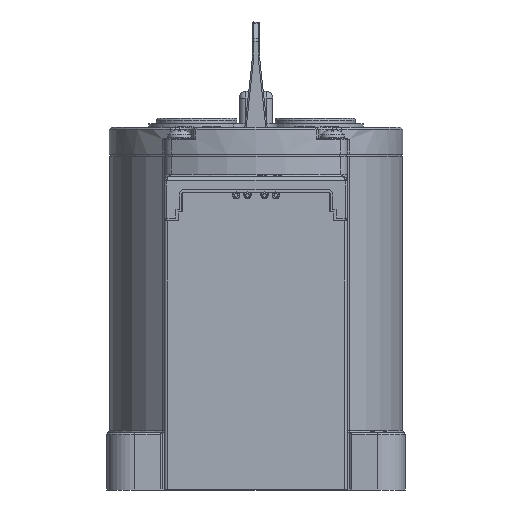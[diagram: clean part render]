
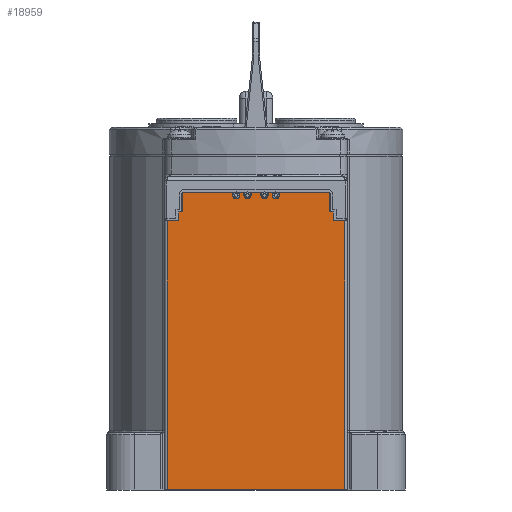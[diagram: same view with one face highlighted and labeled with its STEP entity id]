
A CAD part, front view. The second image highlights one B-rep face of the part: STEP entity #18959.
In plain terms, the highlighted face is planar.
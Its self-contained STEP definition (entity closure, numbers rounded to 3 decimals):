
#15934=DIRECTION('',(1.,0.,0.));
#15935=VECTOR('',#15934,0.8);
#15936=CARTESIAN_POINT('',(16.5,28.,0.));
#15937=LINE('',#15936,#15935);
#16028=DIRECTION('',(0.,-1.,0.));
#16029=VECTOR('',#16028,2.);
#16030=CARTESIAN_POINT('',(17.3,28.,0.));
#16031=LINE('',#16030,#16029);
#16032=CARTESIAN_POINT('',(1.9,31.7,0.));
#16033=DIRECTION('',(0.,0.,-1.));
#16034=DIRECTION('',(1.,0.,0.));
#16035=AXIS2_PLACEMENT_3D('',#16032,#16033,#16034);
#16037=CARTESIAN_POINT('',(-1.9,31.7,0.));
#16038=DIRECTION('',(0.,0.,-1.));
#16039=DIRECTION('',(1.,0.,0.));
#16040=AXIS2_PLACEMENT_3D('',#16037,#16038,#16039);
#16042=DIRECTION('',(0.,1.,0.));
#16043=VECTOR('',#16042,0.7);
#16044=CARTESIAN_POINT('',(-2.7,31.7,0.));
#16045=LINE('',#16044,#16043);
#16046=CARTESIAN_POINT('',(-4.4,31.7,0.));
#16047=DIRECTION('',(0.,0.,-1.));
#16048=DIRECTION('',(1.,0.,0.));
#16049=AXIS2_PLACEMENT_3D('',#16046,#16047,#16048);
#16051=DIRECTION('',(0.,1.,0.));
#16052=VECTOR('',#16051,0.7);
#16053=CARTESIAN_POINT('',(-5.2,31.7,0.));
#16054=LINE('',#16053,#16052);
#16055=CARTESIAN_POINT('',(-16.,31.9,0.));
#16056=DIRECTION('',(0.,0.,1.));
#16057=DIRECTION('',(0.,1.,0.));
#16058=AXIS2_PLACEMENT_3D('',#16055,#16056,#16057);
#16060=DIRECTION('',(-1.,0.,0.));
#16061=VECTOR('',#16060,0.8);
#16062=CARTESIAN_POINT('',(-16.5,28.,0.));
#16063=LINE('',#16062,#16061);
#16064=DIRECTION('',(0.,-1.,0.));
#16065=VECTOR('',#16064,2.);
#16066=CARTESIAN_POINT('',(-17.3,28.,0.));
#16067=LINE('',#16066,#16065);
#16068=DIRECTION('',(-1.,0.,0.));
#16069=VECTOR('',#16068,2.55);
#16070=CARTESIAN_POINT('',(-17.3,26.,0.));
#16071=LINE('',#16070,#16069);
#16072=DIRECTION('',(1.,0.,0.));
#16073=VECTOR('',#16072,39.7);
#16074=CARTESIAN_POINT('',(-19.85,-34.,0.));
#16075=LINE('',#16074,#16073);
#16076=DIRECTION('',(-1.,0.,0.));
#16077=VECTOR('',#16076,2.55);
#16078=CARTESIAN_POINT('',(19.85,26.,0.));
#16079=LINE('',#16078,#16077);
#16080=DIRECTION('',(0.,1.,0.));
#16081=VECTOR('',#16080,3.9);
#16082=CARTESIAN_POINT('',(16.5,28.,0.));
#16083=LINE('',#16082,#16081);
#16084=CARTESIAN_POINT('',(16.,31.9,0.));
#16085=DIRECTION('',(0.,0.,1.));
#16086=DIRECTION('',(1.,0.,0.));
#16087=AXIS2_PLACEMENT_3D('',#16084,#16085,#16086);
#16089=CARTESIAN_POINT('',(4.4,31.7,0.));
#16090=DIRECTION('',(0.,0.,-1.));
#16091=DIRECTION('',(1.,0.,0.));
#16092=AXIS2_PLACEMENT_3D('',#16089,#16090,#16091);
#16110=DIRECTION('',(0.,1.,0.));
#16111=VECTOR('',#16110,0.7);
#16112=CARTESIAN_POINT('',(2.7,31.7,0.));
#16113=LINE('',#16112,#16111);
#16122=DIRECTION('',(1.,0.,0.));
#16123=VECTOR('',#16122,0.9);
#16124=CARTESIAN_POINT('',(2.7,32.4,0.));
#16125=LINE('',#16124,#16123);
#16126=DIRECTION('',(0.,-1.,0.));
#16127=VECTOR('',#16126,0.7);
#16128=CARTESIAN_POINT('',(3.6,32.4,0.));
#16129=LINE('',#16128,#16127);
#16150=DIRECTION('',(0.,1.,0.));
#16151=VECTOR('',#16150,0.7);
#16152=CARTESIAN_POINT('',(5.2,31.7,0.));
#16153=LINE('',#16152,#16151);
#16166=DIRECTION('',(1.,0.,0.));
#16167=VECTOR('',#16166,10.8);
#16168=CARTESIAN_POINT('',(5.2,32.4,0.));
#16169=LINE('',#16168,#16167);
#16372=DIRECTION('',(0.,1.,0.));
#16373=VECTOR('',#16372,3.9);
#16374=CARTESIAN_POINT('',(-16.5,28.,0.));
#16375=LINE('',#16374,#16373);
#16401=DIRECTION('',(1.,0.,0.));
#16402=VECTOR('',#16401,10.8);
#16403=CARTESIAN_POINT('',(-16.,32.4,0.));
#16404=LINE('',#16403,#16402);
#16441=DIRECTION('',(0.,1.,0.));
#16442=VECTOR('',#16441,0.7);
#16443=CARTESIAN_POINT('',(-3.6,31.7,0.));
#16444=LINE('',#16443,#16442);
#16453=DIRECTION('',(1.,0.,0.));
#16454=VECTOR('',#16453,0.9);
#16455=CARTESIAN_POINT('',(-3.6,32.4,0.));
#16456=LINE('',#16455,#16454);
#16477=DIRECTION('',(0.,1.,0.));
#16478=VECTOR('',#16477,0.7);
#16479=CARTESIAN_POINT('',(-1.1,31.7,0.));
#16480=LINE('',#16479,#16478);
#16489=DIRECTION('',(1.,0.,0.));
#16490=VECTOR('',#16489,2.2);
#16491=CARTESIAN_POINT('',(-1.1,32.4,0.));
#16492=LINE('',#16491,#16490);
#16493=DIRECTION('',(0.,-1.,0.));
#16494=VECTOR('',#16493,0.7);
#16495=CARTESIAN_POINT('',(1.1,32.4,0.));
#16496=LINE('',#16495,#16494);
#17137=DIRECTION('',(0.,-1.,0.));
#17138=VECTOR('',#17137,60.);
#17139=CARTESIAN_POINT('',(19.85,26.,0.));
#17140=LINE('',#17139,#17138);
#17163=DIRECTION('',(0.,1.,0.));
#17164=VECTOR('',#17163,60.);
#17165=CARTESIAN_POINT('',(-19.85,-34.,0.));
#17166=LINE('',#17165,#17164);
#17849=CARTESIAN_POINT('',(-17.3,28.,0.));
#17850=VERTEX_POINT('',#17849);
#17851=CARTESIAN_POINT('',(-16.5,28.,0.));
#17852=VERTEX_POINT('',#17851);
#17873=CARTESIAN_POINT('',(16.5,28.,0.));
#17874=VERTEX_POINT('',#17873);
#17875=CARTESIAN_POINT('',(17.3,28.,0.));
#17876=VERTEX_POINT('',#17875);
#17919=CARTESIAN_POINT('',(17.3,26.,0.));
#17920=VERTEX_POINT('',#17919);
#17921=CARTESIAN_POINT('',(19.85,26.,0.));
#17922=VERTEX_POINT('',#17921);
#17927=CARTESIAN_POINT('',(2.7,31.7,0.));
#17928=CARTESIAN_POINT('',(1.1,31.7,0.));
#17929=VERTEX_POINT('',#17927);
#17930=VERTEX_POINT('',#17928);
#17931=CARTESIAN_POINT('',(1.1,32.4,0.));
#17932=VERTEX_POINT('',#17931);
#17933=CARTESIAN_POINT('',(-1.1,32.4,0.));
#17934=VERTEX_POINT('',#17933);
#17935=CARTESIAN_POINT('',(-1.1,31.7,0.));
#17936=VERTEX_POINT('',#17935);
#17937=CARTESIAN_POINT('',(-2.7,31.7,0.));
#17938=VERTEX_POINT('',#17937);
#17939=CARTESIAN_POINT('',(-2.7,32.4,0.));
#17940=VERTEX_POINT('',#17939);
#17941=CARTESIAN_POINT('',(-3.6,32.4,0.));
#17942=VERTEX_POINT('',#17941);
#17943=CARTESIAN_POINT('',(-3.6,31.7,0.));
#17944=VERTEX_POINT('',#17943);
#17945=CARTESIAN_POINT('',(-5.2,31.7,0.));
#17946=VERTEX_POINT('',#17945);
#17947=CARTESIAN_POINT('',(-5.2,32.4,0.));
#17948=VERTEX_POINT('',#17947);
#17949=CARTESIAN_POINT('',(-16.,32.4,0.));
#17950=VERTEX_POINT('',#17949);
#17951=CARTESIAN_POINT('',(-16.5,31.9,0.));
#17952=VERTEX_POINT('',#17951);
#17953=CARTESIAN_POINT('',(-17.3,26.,0.));
#17954=VERTEX_POINT('',#17953);
#17955=CARTESIAN_POINT('',(-19.85,26.,0.));
#17956=VERTEX_POINT('',#17955);
#17957=CARTESIAN_POINT('',(-19.85,-34.,0.));
#17958=VERTEX_POINT('',#17957);
#17959=CARTESIAN_POINT('',(19.85,-34.,0.));
#17960=VERTEX_POINT('',#17959);
#17961=CARTESIAN_POINT('',(16.5,31.9,0.));
#17962=VERTEX_POINT('',#17961);
#17963=CARTESIAN_POINT('',(16.,32.4,0.));
#17964=VERTEX_POINT('',#17963);
#17965=CARTESIAN_POINT('',(5.2,32.4,0.));
#17966=VERTEX_POINT('',#17965);
#17967=CARTESIAN_POINT('',(5.2,31.7,0.));
#17968=VERTEX_POINT('',#17967);
#17969=CARTESIAN_POINT('',(3.6,31.7,0.));
#17970=VERTEX_POINT('',#17969);
#17971=CARTESIAN_POINT('',(3.6,32.4,0.));
#17972=VERTEX_POINT('',#17971);
#17973=CARTESIAN_POINT('',(2.7,32.4,0.));
#17974=VERTEX_POINT('',#17973);
#18896=CARTESIAN_POINT('',(0.,0.,0.));
#18897=DIRECTION('',(0.,0.,1.));
#18898=DIRECTION('',(1.,0.,0.));
#18899=AXIS2_PLACEMENT_3D('',#18896,#18897,#18898);
#18900=PLANE('',#18899);
#18902=ORIENTED_EDGE('',*,*,#18901,.T.);
#18904=ORIENTED_EDGE('',*,*,#18903,.F.);
#18906=ORIENTED_EDGE('',*,*,#18905,.F.);
#18908=ORIENTED_EDGE('',*,*,#18907,.F.);
#18910=ORIENTED_EDGE('',*,*,#18909,.T.);
#18912=ORIENTED_EDGE('',*,*,#18911,.T.);
#18914=ORIENTED_EDGE('',*,*,#18913,.F.);
#18916=ORIENTED_EDGE('',*,*,#18915,.F.);
#18918=ORIENTED_EDGE('',*,*,#18917,.T.);
#18920=ORIENTED_EDGE('',*,*,#18919,.T.);
#18922=ORIENTED_EDGE('',*,*,#18921,.F.);
#18924=ORIENTED_EDGE('',*,*,#18923,.T.);
#18926=ORIENTED_EDGE('',*,*,#18925,.F.);
#18927=ORIENTED_EDGE('',*,*,#18708,.T.);
#18929=ORIENTED_EDGE('',*,*,#18928,.T.);
#18931=ORIENTED_EDGE('',*,*,#18930,.T.);
#18933=ORIENTED_EDGE('',*,*,#18932,.F.);
#18935=ORIENTED_EDGE('',*,*,#18934,.T.);
#18937=ORIENTED_EDGE('',*,*,#18936,.F.);
#18938=ORIENTED_EDGE('',*,*,#18872,.T.);
#18939=ORIENTED_EDGE('',*,*,#18891,.F.);
#18940=ORIENTED_EDGE('',*,*,#18732,.F.);
#18942=ORIENTED_EDGE('',*,*,#18941,.T.);
#18944=ORIENTED_EDGE('',*,*,#18943,.T.);
#18946=ORIENTED_EDGE('',*,*,#18945,.F.);
#18948=ORIENTED_EDGE('',*,*,#18947,.F.);
#18950=ORIENTED_EDGE('',*,*,#18949,.T.);
#18952=ORIENTED_EDGE('',*,*,#18951,.F.);
#18954=ORIENTED_EDGE('',*,*,#18953,.F.);
#18956=ORIENTED_EDGE('',*,*,#18955,.F.);
#18957=EDGE_LOOP('',(#18902,#18904,#18906,#18908,#18910,#18912,#18914,#18916,
#18918,#18920,#18922,#18924,#18926,#18927,#18929,#18931,#18933,#18935,#18937,
#18938,#18939,#18940,#18942,#18944,#18946,#18948,#18950,#18952,#18954,#18956));
#18958=FACE_OUTER_BOUND('',#18957,.F.);
#18959=ADVANCED_FACE('',(#18958),#18900,.F.);
#16036=CIRCLE('',#16035,0.8);
#16041=CIRCLE('',#16040,0.8);
#16050=CIRCLE('',#16049,0.8);
#16059=CIRCLE('',#16058,0.5);
#16088=CIRCLE('',#16087,0.5);
#16093=CIRCLE('',#16092,0.8);
#18708=EDGE_CURVE('',#17852,#17850,#16063,.T.);
#18732=EDGE_CURVE('',#17874,#17876,#15937,.T.);
#18872=EDGE_CURVE('',#17922,#17920,#16079,.T.);
#18891=EDGE_CURVE('',#17876,#17920,#16031,.T.);
#18901=EDGE_CURVE('',#17929,#17930,#16036,.T.);
#18903=EDGE_CURVE('',#17932,#17930,#16496,.T.);
#18905=EDGE_CURVE('',#17934,#17932,#16492,.T.);
#18907=EDGE_CURVE('',#17936,#17934,#16480,.T.);
#18909=EDGE_CURVE('',#17936,#17938,#16041,.T.);
#18911=EDGE_CURVE('',#17938,#17940,#16045,.T.);
#18913=EDGE_CURVE('',#17942,#17940,#16456,.T.);
#18915=EDGE_CURVE('',#17944,#17942,#16444,.T.);
#18917=EDGE_CURVE('',#17944,#17946,#16050,.T.);
#18919=EDGE_CURVE('',#17946,#17948,#16054,.T.);
#18921=EDGE_CURVE('',#17950,#17948,#16404,.T.);
#18923=EDGE_CURVE('',#17950,#17952,#16059,.T.);
#18925=EDGE_CURVE('',#17852,#17952,#16375,.T.);
#18928=EDGE_CURVE('',#17850,#17954,#16067,.T.);
#18930=EDGE_CURVE('',#17954,#17956,#16071,.T.);
#18932=EDGE_CURVE('',#17958,#17956,#17166,.T.);
#18934=EDGE_CURVE('',#17958,#17960,#16075,.T.);
#18936=EDGE_CURVE('',#17922,#17960,#17140,.T.);
#18941=EDGE_CURVE('',#17874,#17962,#16083,.T.);
#18943=EDGE_CURVE('',#17962,#17964,#16088,.T.);
#18945=EDGE_CURVE('',#17966,#17964,#16169,.T.);
#18947=EDGE_CURVE('',#17968,#17966,#16153,.T.);
#18949=EDGE_CURVE('',#17968,#17970,#16093,.T.);
#18951=EDGE_CURVE('',#17972,#17970,#16129,.T.);
#18953=EDGE_CURVE('',#17974,#17972,#16125,.T.);
#18955=EDGE_CURVE('',#17929,#17974,#16113,.T.);
